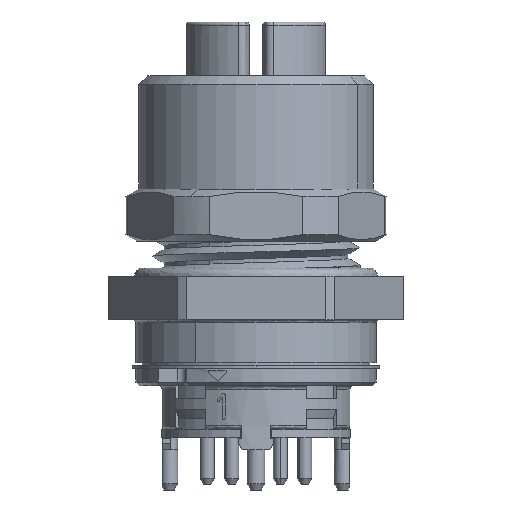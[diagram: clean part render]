
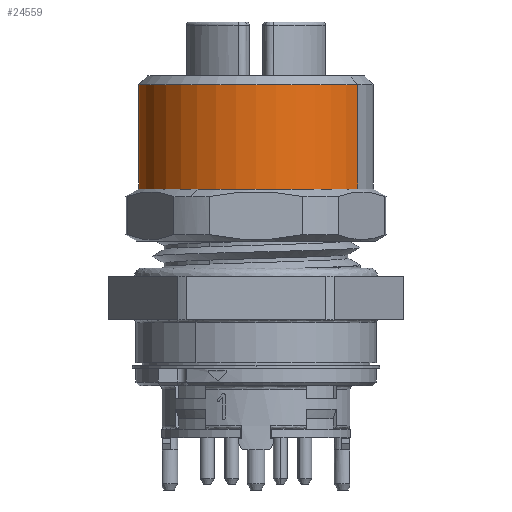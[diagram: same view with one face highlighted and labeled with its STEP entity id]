
A CAD part, front view. The second image highlights one B-rep face of the part: STEP entity #24559.
In plain terms, the highlighted cylindrical face has radius 6.75 mm (diameter 13.5 mm), a partial arc.
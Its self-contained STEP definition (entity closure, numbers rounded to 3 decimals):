
#811 = AXIS2_PLACEMENT_3D ( 'NONE', #23735, #51543, #27685 ) ;
#1065 = EDGE_CURVE ( 'NONE', #42386, #41995, #12342, .T. ) ;
#1505 = ORIENTED_EDGE ( 'NONE', *, *, #14423, .F. ) ;
#1727 = VECTOR ( 'NONE', #27979, 1000. ) ;
#2588 = ORIENTED_EDGE ( 'NONE', *, *, #36296, .F. ) ;
#2612 = CIRCLE ( 'NONE', #811, 6.75 ) ;
#6129 = CARTESIAN_POINT ( 'NONE',  ( 5.846, -3.375, 8.1 ) ) ;
#7858 = CARTESIAN_POINT ( 'NONE',  ( -5.846, 3.375, 2.1 ) ) ;
#11489 = CIRCLE ( 'NONE', #31802, 6.75 ) ;
#12287 = VERTEX_POINT ( 'NONE', #44533 ) ;
#12342 = LINE ( 'NONE', #27649, #1727 ) ;
#12514 = DIRECTION ( 'NONE',  ( 0., 0., 1. ) ) ;
#14423 = EDGE_CURVE ( 'NONE', #27896, #12287, #22938, .T. ) ;
#15494 = ORIENTED_EDGE ( 'NONE', *, *, #1065, .T. ) ;
#15957 = AXIS2_PLACEMENT_3D ( 'NONE', #36552, #40397, #32745 ) ;
#16477 = EDGE_LOOP ( 'NONE', ( #1505, #39045, #19774, #15494, #2588 ) ) ;
#18063 = CARTESIAN_POINT ( 'NONE',  ( 0., 0., 8.1 ) ) ;
#19774 = ORIENTED_EDGE ( 'NONE', *, *, #26777, .T. ) ;
#21131 = DIRECTION ( 'NONE',  ( 0., 0., 1. ) ) ;
#22154 = DIRECTION ( 'NONE',  ( 0.866, -0.5, 0. ) ) ;
#22938 = LINE ( 'NONE', #29280, #44044 ) ;
#23735 = CARTESIAN_POINT ( 'NONE',  ( 0., 0., 2.1 ) ) ;
#24559 = ADVANCED_FACE ( 'NONE', ( #35727 ), #40098, .T. ) ;
#26777 = EDGE_CURVE ( 'NONE', #47840, #42386, #2612, .T. ) ;
#27649 = CARTESIAN_POINT ( 'NONE',  ( 5.846, -3.375, 5.35 ) ) ;
#27685 = DIRECTION ( 'NONE',  ( 0.866, -0.5, 0. ) ) ;
#27896 = VERTEX_POINT ( 'NONE', #7858 ) ;
#27979 = DIRECTION ( 'NONE',  ( 0., 0., 1. ) ) ;
#29280 = CARTESIAN_POINT ( 'NONE',  ( -5.846, 3.375, 5.35 ) ) ;
#31256 = CARTESIAN_POINT ( 'NONE',  ( -3.375, -5.846, 2.1 ) ) ;
#31802 = AXIS2_PLACEMENT_3D ( 'NONE', #36343, #12514, #40349 ) ;
#32745 = DIRECTION ( 'NONE',  ( 0.866, -0.5, 0. ) ) ;
#33017 = AXIS2_PLACEMENT_3D ( 'NONE', #18063, #45912, #22154 ) ;
#35727 = FACE_OUTER_BOUND ( 'NONE', #16477, .T. ) ;
#36296 = EDGE_CURVE ( 'NONE', #12287, #41995, #36941, .T. ) ;
#36343 = CARTESIAN_POINT ( 'NONE',  ( 0., 0., 2.1 ) ) ;
#36552 = CARTESIAN_POINT ( 'NONE',  ( 0., 0., 5.35 ) ) ;
#36941 = CIRCLE ( 'NONE', #33017, 6.75 ) ;
#39045 = ORIENTED_EDGE ( 'NONE', *, *, #42390, .T. ) ;
#40098 = CYLINDRICAL_SURFACE ( 'NONE', #15957, 6.75 ) ;
#40178 = CARTESIAN_POINT ( 'NONE',  ( 5.846, -3.375, 2.1 ) ) ;
#40349 = DIRECTION ( 'NONE',  ( 0.866, -0.5, 0. ) ) ;
#40397 = DIRECTION ( 'NONE',  ( 0., 0., 1. ) ) ;
#41995 = VERTEX_POINT ( 'NONE', #6129 ) ;
#42386 = VERTEX_POINT ( 'NONE', #40178 ) ;
#42390 = EDGE_CURVE ( 'NONE', #27896, #47840, #11489, .T. ) ;
#44044 = VECTOR ( 'NONE', #21131, 1000. ) ;
#44533 = CARTESIAN_POINT ( 'NONE',  ( -5.846, 3.375, 8.1 ) ) ;
#45912 = DIRECTION ( 'NONE',  ( 0., 0., 1. ) ) ;
#47840 = VERTEX_POINT ( 'NONE', #31256 ) ;
#51543 = DIRECTION ( 'NONE',  ( 0., 0., 1. ) ) ;
